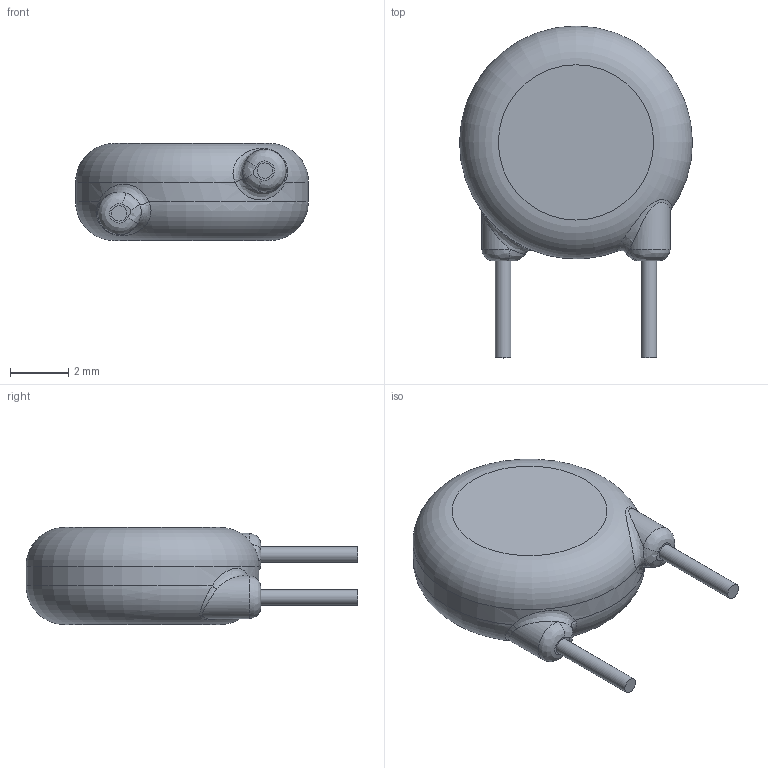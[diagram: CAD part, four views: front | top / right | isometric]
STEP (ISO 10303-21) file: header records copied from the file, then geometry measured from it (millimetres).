
FILE_DESCRIPTION(/* description */ (''),/* implementation_level */ '2;1');
FILE_NAME(/* name */ 'Varistor_5mm-pitch.step',/* time_stamp */ '2019-02-23T17:41:01-08:00',/* author */ (''),/* organization */ (''),/* preprocessor_version */ 'ST-DEVELOPER v17.2',/* originating_system */ 'Autodesk Translation Framework v7.6.0.251',/* authorisation */ '');
FILE_SCHEMA (('AUTOMOTIVE_DESIGN { 1 0 10303 214 3 1 1 }'));
Length unit declared in the file: millimetre
Products named in the file (1): Varistor_5mm-pitch
Bounding box: 8 x 11.4 x 3.33 mm (x, y, z)
Volume: 155 mm3; surface area: 172.7 mm2
Topology: 1 solids, 1 shells, 23 faces, 49 edges, 30 vertices
Faces by surface type: bspline 10, plane 6, cylinder 5, torus 2
Full cylindrical faces by diameter (mm): 0.533 x2, 8 x1
Entity records: 4231 total; most frequent: CARTESIAN_POINT 3707, ORIENTED_EDGE 98, DIRECTION 91, EDGE_CURVE 49, AXIS2_PLACEMENT_3D 44, CIRCLE 30, VERTEX_POINT 30, EDGE_LOOP 25
